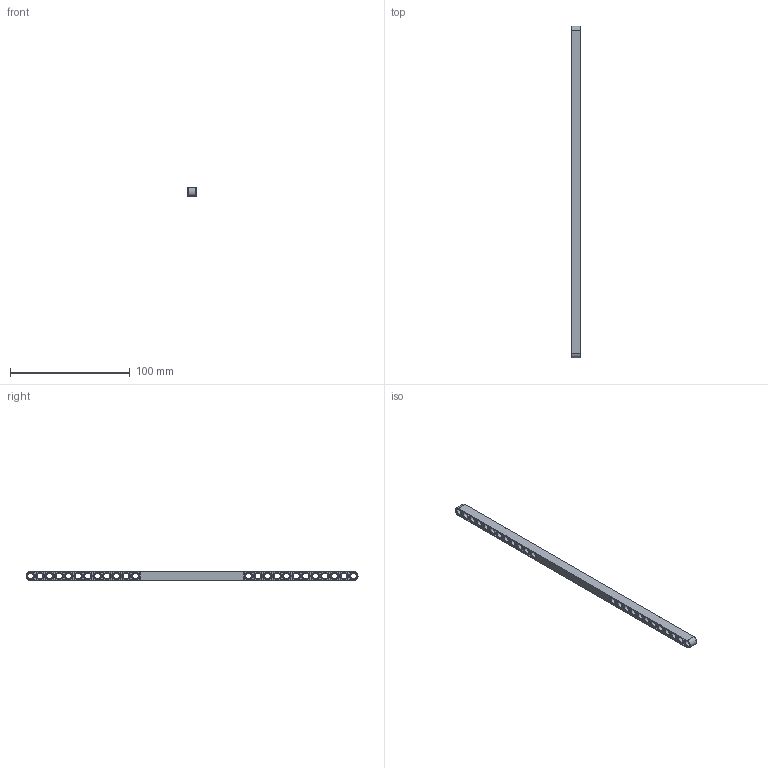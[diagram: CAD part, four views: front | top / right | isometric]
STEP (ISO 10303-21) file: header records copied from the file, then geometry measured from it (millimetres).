
FILE_DESCRIPTION(('HOOPS Exchange Step'),'2;1');
FILE_NAME('temp_export.step','2020-09-15T23:18:11+02:00',('mobile'),('Shapr3D Limited'),'HOOPS Exchange 2020.2','Shapr3D','Authorized');
FILE_SCHEMA( ('AP203_CONFIGURATION_CONTROLLED_3D_DESIGN_OF_MECHANICAL_PARTS_AND_ASSEMBLIES_MIM_LF') );
Length unit declared in the file: millimetre
Products named in the file (1): Volume Translate.1 (2)
Bounding box: 8 x 277.65 x 7.35 mm (x, y, z)
Volume: 10949.5 mm3; surface area: 13324.7 mm2
Topology: 1 solids, 1 shells, 689 faces, 1917 edges, 1326 vertices
Faces by surface type: cylinder 489, plane 200
Full cylindrical faces by diameter (mm): 5 x24, 6 x48
Entity records: 23025 total; most frequent: DIRECTION 4419, CARTESIAN_POINT 3933, ORIENTED_EDGE 3834, EDGE_CURVE 1917, AXIS2_PLACEMENT_3D 1812, VERTEX_POINT 1326, CIRCLE 1122, EDGE_LOOP 833
